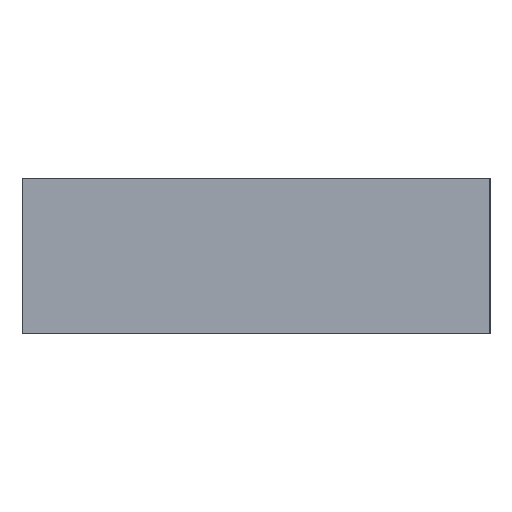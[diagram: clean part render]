
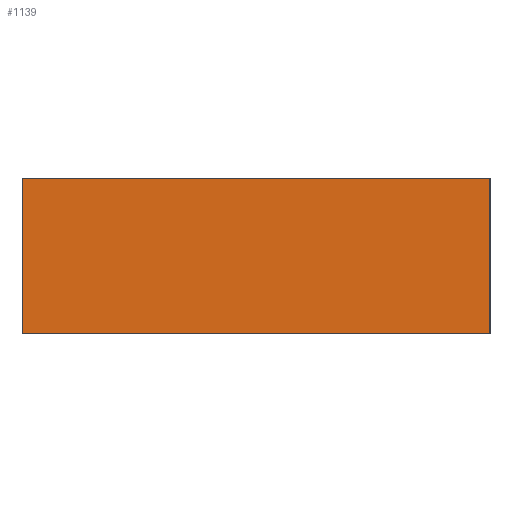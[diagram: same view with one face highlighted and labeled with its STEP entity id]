
A CAD part, left-side view. The second image highlights one B-rep face of the part: STEP entity #1139.
In plain terms, the highlighted planar face has unit normal (-1, 0, 0).
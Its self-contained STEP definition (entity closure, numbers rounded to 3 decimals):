
#118 = VERTEX_POINT ( 'NONE', #1330 ) ;
#163 = VECTOR ( 'NONE', #1098, 1000. ) ;
#168 = CARTESIAN_POINT ( 'NONE',  ( 0., 6., 2. ) ) ;
#177 = DIRECTION ( 'NONE',  ( 0., -1., 0. ) ) ;
#199 = ORIENTED_EDGE ( 'NONE', *, *, #867, .F. ) ;
#249 = DIRECTION ( 'NONE',  ( 0., -1., 0. ) ) ;
#251 = CARTESIAN_POINT ( 'NONE',  ( 0., 0., 2. ) ) ;
#329 = CARTESIAN_POINT ( 'NONE',  ( 0., 0., 2. ) ) ;
#370 = VECTOR ( 'NONE', #177, 1000. ) ;
#440 = DIRECTION ( 'NONE',  ( 0., 0., -1. ) ) ;
#599 = CARTESIAN_POINT ( 'NONE',  ( 0., 0., 2. ) ) ;
#654 = LINE ( 'NONE', #329, #701 ) ;
#672 = VECTOR ( 'NONE', #249, 1000. ) ;
#701 = VECTOR ( 'NONE', #855, 1000. ) ;
#766 = PLANE ( 'NONE',  #1948 ) ;
#842 = EDGE_CURVE ( 'NONE', #1126, #2119, #654, .T. ) ;
#855 = DIRECTION ( 'NONE',  ( 0., 0., -1. ) ) ;
#867 = EDGE_CURVE ( 'NONE', #898, #1126, #2187, .T. ) ;
#877 = ORIENTED_EDGE ( 'NONE', *, *, #842, .F. ) ;
#898 = VERTEX_POINT ( 'NONE', #168 ) ;
#927 = CARTESIAN_POINT ( 'NONE',  ( 0., 6., 2. ) ) ;
#1032 = EDGE_CURVE ( 'NONE', #898, #118, #1073, .T. ) ;
#1073 = LINE ( 'NONE', #927, #163 ) ;
#1098 = DIRECTION ( 'NONE',  ( 0., 0., -1. ) ) ;
#1126 = VERTEX_POINT ( 'NONE', #251 ) ;
#1139 = ADVANCED_FACE ( 'NONE', ( #1364 ), #766, .F. ) ;
#1181 = LINE ( 'NONE', #2113, #672 ) ;
#1330 = CARTESIAN_POINT ( 'NONE',  ( 0., 6., 0. ) ) ;
#1364 = FACE_OUTER_BOUND ( 'NONE', #2179, .T. ) ;
#1403 = ORIENTED_EDGE ( 'NONE', *, *, #2021, .T. ) ;
#1453 = DIRECTION ( 'NONE',  ( 1., 0., 0. ) ) ;
#1913 = ORIENTED_EDGE ( 'NONE', *, *, #1032, .T. ) ;
#1948 = AXIS2_PLACEMENT_3D ( 'NONE', #599, #1453, #440 ) ;
#1974 = CARTESIAN_POINT ( 'NONE',  ( 0., 0., 0. ) ) ;
#2021 = EDGE_CURVE ( 'NONE', #118, #2119, #1181, .T. ) ;
#2036 = CARTESIAN_POINT ( 'NONE',  ( 0., 0., 2. ) ) ;
#2113 = CARTESIAN_POINT ( 'NONE',  ( 0., 0., 0. ) ) ;
#2119 = VERTEX_POINT ( 'NONE', #1974 ) ;
#2179 = EDGE_LOOP ( 'NONE', ( #1403, #877, #199, #1913 ) ) ;
#2187 = LINE ( 'NONE', #2036, #370 ) ;
